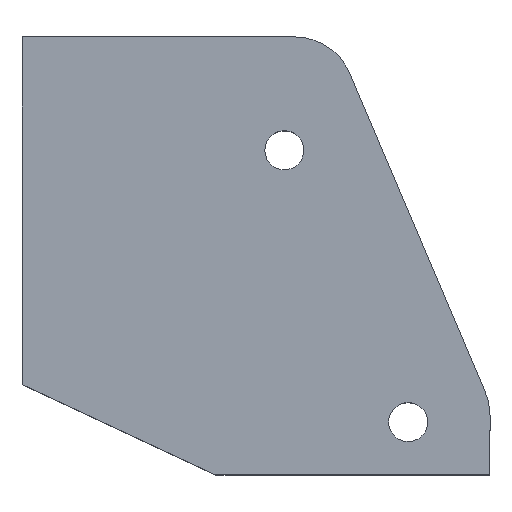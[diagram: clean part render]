
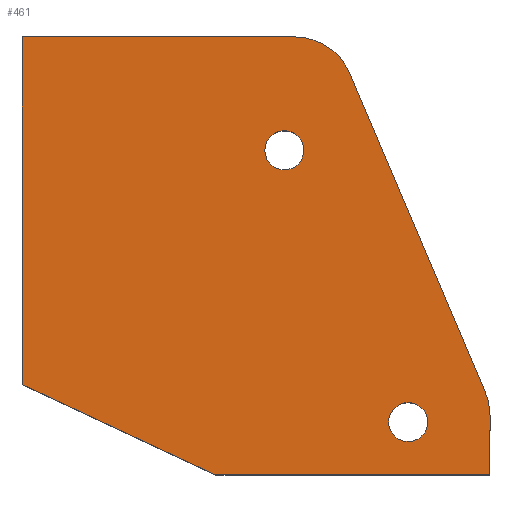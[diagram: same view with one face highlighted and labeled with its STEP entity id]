
A CAD part, top view. The second image highlights one B-rep face of the part: STEP entity #461.
In plain terms, the highlighted planar face has unit normal (0, 0, 1).
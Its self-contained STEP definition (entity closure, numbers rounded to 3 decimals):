
#4 = DIRECTION ( 'NONE',  ( 1., 0., 0. ) ) ;
#9 = CARTESIAN_POINT ( 'NONE',  ( 31.649, -31.571, 10.3 ) ) ;
#15 = DIRECTION ( 'NONE',  ( -0.391, 0.921, 0. ) ) ;
#32 = EDGE_CURVE ( 'NONE', #358, #358, #325, .T. ) ;
#121 = VECTOR ( 'NONE', #1144, 1000. ) ;
#122 = VERTEX_POINT ( 'NONE', #387 ) ;
#145 = CARTESIAN_POINT ( 'NONE',  ( 38.35, -30.037, 10.3 ) ) ;
#174 = CARTESIAN_POINT ( 'NONE',  ( 22.291, -5., 10.3 ) ) ;
#225 = AXIS2_PLACEMENT_3D ( 'NONE', #321, #621, #1287 ) ;
#246 = CARTESIAN_POINT ( 'NONE',  ( 0., -28.5, 10.3 ) ) ;
#251 = DIRECTION ( 'NONE',  ( 0., 0., 1. ) ) ;
#273 = VERTEX_POINT ( 'NONE', #1037 ) ;
#282 = DIRECTION ( 'NONE',  ( 0., 0., -1. ) ) ;
#307 = CIRCLE ( 'NONE', #1557, 1.6 ) ;
#312 = ORIENTED_EDGE ( 'NONE', *, *, #1334, .T. ) ;
#317 = VERTEX_POINT ( 'NONE', #525 ) ;
#321 = CARTESIAN_POINT ( 'NONE',  ( 33.35, -31.054, 10.3 ) ) ;
#325 = CIRCLE ( 'NONE', #1305, 1.6 ) ;
#345 = LINE ( 'NONE', #145, #807 ) ;
#358 = VERTEX_POINT ( 'NONE', #1321 ) ;
#387 = CARTESIAN_POINT ( 'NONE',  ( 33.249, -31.571, 10.3 ) ) ;
#412 = FACE_BOUND ( 'NONE', #1000, .T. ) ;
#448 = VERTEX_POINT ( 'NONE', #961 ) ;
#461 = ADVANCED_FACE ( 'NONE', ( #1360, #1100, #412 ), #1474, .F. ) ;
#470 = VECTOR ( 'NONE', #1235, 1000. ) ;
#489 = CARTESIAN_POINT ( 'NONE',  ( 15.869, -35.9, 10.3 ) ) ;
#520 = DIRECTION ( 'NONE',  ( 0., 0., 1. ) ) ;
#525 = CARTESIAN_POINT ( 'NONE',  ( 26.893, -3.046, 10.3 ) ) ;
#529 = LINE ( 'NONE', #489, #121 ) ;
#540 = CARTESIAN_POINT ( 'NONE',  ( 0., -28.5, 10.3 ) ) ;
#550 = DIRECTION ( 'NONE',  ( 0., 0., 1. ) ) ;
#567 = CARTESIAN_POINT ( 'NONE',  ( 0., 0., 10.3 ) ) ;
#579 = ORIENTED_EDGE ( 'NONE', *, *, #1118, .T. ) ;
#584 = AXIS2_PLACEMENT_3D ( 'NONE', #1228, #282, #809 ) ;
#593 = CARTESIAN_POINT ( 'NONE',  ( 37.953, -29.101, 10.3 ) ) ;
#620 = VERTEX_POINT ( 'NONE', #654 ) ;
#621 = DIRECTION ( 'NONE',  ( 0., 0., 1. ) ) ;
#629 = ORIENTED_EDGE ( 'NONE', *, *, #989, .T. ) ;
#654 = CARTESIAN_POINT ( 'NONE',  ( 15.869, -35.9, 10.3 ) ) ;
#665 = ORIENTED_EDGE ( 'NONE', *, *, #1352, .T. ) ;
#669 = LINE ( 'NONE', #1200, #1253 ) ;
#675 = AXIS2_PLACEMENT_3D ( 'NONE', #174, #550, #1093 ) ;
#688 = CARTESIAN_POINT ( 'NONE',  ( 38.35, -31.054, 10.3 ) ) ;
#702 = EDGE_CURVE ( 'NONE', #122, #122, #307, .T. ) ;
#793 = EDGE_CURVE ( 'NONE', #448, #899, #1205, .T. ) ;
#807 = VECTOR ( 'NONE', #1464, 1000. ) ;
#809 = DIRECTION ( 'NONE',  ( -1., 0., 0. ) ) ;
#834 = ORIENTED_EDGE ( 'NONE', *, *, #793, .T. ) ;
#840 = ORIENTED_EDGE ( 'NONE', *, *, #1445, .T. ) ;
#872 = VERTEX_POINT ( 'NONE', #540 ) ;
#895 = LINE ( 'NONE', #246, #1616 ) ;
#899 = VERTEX_POINT ( 'NONE', #1184 ) ;
#957 = EDGE_CURVE ( 'NONE', #872, #620, #529, .T. ) ;
#961 = CARTESIAN_POINT ( 'NONE',  ( 22.291, 0., 10.3 ) ) ;
#989 = EDGE_CURVE ( 'NONE', #273, #1378, #345, .T. ) ;
#1000 = EDGE_LOOP ( 'NONE', ( #1686 ) ) ;
#1002 = VECTOR ( 'NONE', #4, 1000. ) ;
#1012 = EDGE_CURVE ( 'NONE', #1541, #317, #669, .T. ) ;
#1037 = CARTESIAN_POINT ( 'NONE',  ( 38.35, -35.9, 10.3 ) ) ;
#1047 = LINE ( 'NONE', #1580, #1002 ) ;
#1048 = DIRECTION ( 'NONE',  ( 1., 0., 0. ) ) ;
#1093 = DIRECTION ( 'NONE',  ( -1., 0., 0. ) ) ;
#1100 = FACE_BOUND ( 'NONE', #1141, .T. ) ;
#1118 = EDGE_CURVE ( 'NONE', #1378, #1541, #1344, .T. ) ;
#1141 = EDGE_LOOP ( 'NONE', ( #1363 ) ) ;
#1144 = DIRECTION ( 'NONE',  ( 0.906, -0.423, 0. ) ) ;
#1184 = CARTESIAN_POINT ( 'NONE',  ( 0., 0., 10.3 ) ) ;
#1200 = CARTESIAN_POINT ( 'NONE',  ( 25.6, 0., 10.3 ) ) ;
#1205 = LINE ( 'NONE', #567, #470 ) ;
#1228 = CARTESIAN_POINT ( 'NONE',  ( 0., 0., 10.3 ) ) ;
#1235 = DIRECTION ( 'NONE',  ( -1., 0., 0. ) ) ;
#1246 = EDGE_LOOP ( 'NONE', ( #629, #579, #1543, #840, #834, #312, #1716, #665 ) ) ;
#1253 = VECTOR ( 'NONE', #15, 1000. ) ;
#1287 = DIRECTION ( 'NONE',  ( -1., 0., 0. ) ) ;
#1305 = AXIS2_PLACEMENT_3D ( 'NONE', #1442, #520, #1048 ) ;
#1321 = CARTESIAN_POINT ( 'NONE',  ( 23.098, -9.298, 10.3 ) ) ;
#1334 = EDGE_CURVE ( 'NONE', #899, #872, #895, .T. ) ;
#1344 = CIRCLE ( 'NONE', #225, 5. ) ;
#1352 = EDGE_CURVE ( 'NONE', #620, #273, #1047, .T. ) ;
#1360 = FACE_OUTER_BOUND ( 'NONE', #1246, .T. ) ;
#1363 = ORIENTED_EDGE ( 'NONE', *, *, #702, .F. ) ;
#1378 = VERTEX_POINT ( 'NONE', #688 ) ;
#1442 = CARTESIAN_POINT ( 'NONE',  ( 21.498, -9.298, 10.3 ) ) ;
#1445 = EDGE_CURVE ( 'NONE', #317, #448, #1591, .T. ) ;
#1459 = DIRECTION ( 'NONE',  ( 1., 0., 0. ) ) ;
#1464 = DIRECTION ( 'NONE',  ( 0., 1., 0. ) ) ;
#1474 = PLANE ( 'NONE',  #584 ) ;
#1541 = VERTEX_POINT ( 'NONE', #593 ) ;
#1543 = ORIENTED_EDGE ( 'NONE', *, *, #1012, .T. ) ;
#1557 = AXIS2_PLACEMENT_3D ( 'NONE', #9, #251, #1459 ) ;
#1580 = CARTESIAN_POINT ( 'NONE',  ( 38.35, -35.9, 10.3 ) ) ;
#1591 = CIRCLE ( 'NONE', #675, 5. ) ;
#1616 = VECTOR ( 'NONE', #1703, 1000. ) ;
#1686 = ORIENTED_EDGE ( 'NONE', *, *, #32, .F. ) ;
#1703 = DIRECTION ( 'NONE',  ( 0., -1., 0. ) ) ;
#1716 = ORIENTED_EDGE ( 'NONE', *, *, #957, .T. ) ;
